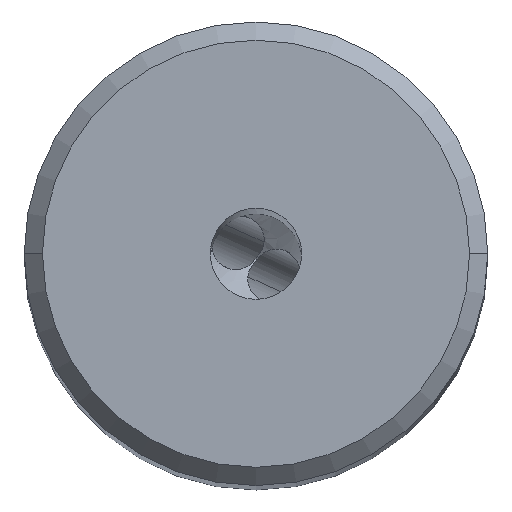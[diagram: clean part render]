
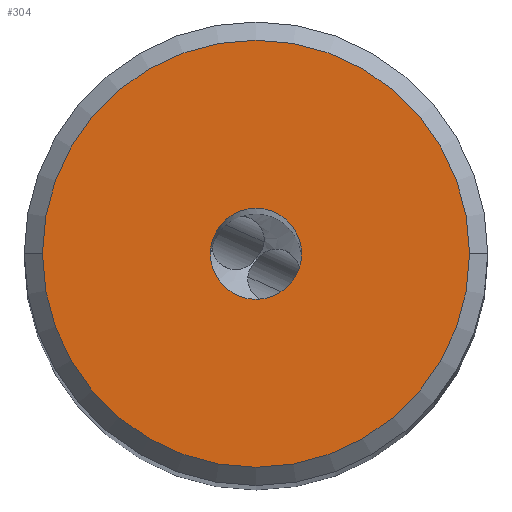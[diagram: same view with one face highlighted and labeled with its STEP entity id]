
A CAD part, top view. The second image highlights one B-rep face of the part: STEP entity #304.
In plain terms, the highlighted planar face has unit normal (0, 0, 1).
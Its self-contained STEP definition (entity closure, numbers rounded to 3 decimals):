
#88=FACE_BOUND('',#997,.T.);
#89=FACE_BOUND('',#998,.T.);
#187=PLANE('',#5754);
#304=ADVANCED_FACE('',(#88,#89),#187,.T.);
#997=EDGE_LOOP('',(#2635,#2636));
#998=EDGE_LOOP('',(#2637,#2638));
#1213=CIRCLE('',#5585,2.5);
#1299=CIRCLE('',#5746,2.5);
#1301=CIRCLE('',#5752,11.7);
#1302=CIRCLE('',#5753,11.7);
#2635=ORIENTED_EDGE('',*,*,#4672,.F.);
#2636=ORIENTED_EDGE('',*,*,#4673,.F.);
#2637=ORIENTED_EDGE('',*,*,#4405,.F.);
#2638=ORIENTED_EDGE('',*,*,#4664,.F.);
#3804=VERTEX_POINT('',#8279);
#3805=VERTEX_POINT('',#8281);
#3997=VERTEX_POINT('',#10775);
#3998=VERTEX_POINT('',#10776);
#4405=EDGE_CURVE('',#3804,#3805,#1213,.T.);
#4664=EDGE_CURVE('',#3805,#3804,#1299,.T.);
#4672=EDGE_CURVE('',#3997,#3998,#1301,.T.);
#4673=EDGE_CURVE('',#3998,#3997,#1302,.T.);
#5585=AXIS2_PLACEMENT_3D('',#8280,#6325,#6326);
#5746=AXIS2_PLACEMENT_3D('',#10627,#6705,#6706);
#5752=AXIS2_PLACEMENT_3D('',#10774,#6719,#6720);
#5753=AXIS2_PLACEMENT_3D('',#10777,#6721,#6722);
#5754=AXIS2_PLACEMENT_3D('',#10778,#6723,#6724);
#6325=DIRECTION('',(0.,0.,1.));
#6326=DIRECTION('',(1.,0.,0.));
#6705=DIRECTION('',(0.,0.,1.));
#6706=DIRECTION('',(-1.,0.,0.));
#6719=DIRECTION('',(0.,0.,-1.));
#6720=DIRECTION('',(-1.,0.,0.));
#6721=DIRECTION('',(0.,0.,-1.));
#6722=DIRECTION('',(1.,0.,0.));
#6723=DIRECTION('',(0.,0.,1.));
#6724=DIRECTION('',(1.,0.,0.));
#8279=CARTESIAN_POINT('',(2.5,0.,0.));
#8280=CARTESIAN_POINT('',(0.,0.,0.));
#8281=CARTESIAN_POINT('',(-2.5,0.,0.));
#10627=CARTESIAN_POINT('',(0.,0.,0.));
#10774=CARTESIAN_POINT('',(0.,0.,0.));
#10775=CARTESIAN_POINT('',(-11.7,0.,0.));
#10776=CARTESIAN_POINT('',(11.7,0.,0.));
#10777=CARTESIAN_POINT('',(0.,0.,0.));
#10778=CARTESIAN_POINT('',(0.,0.,0.));
